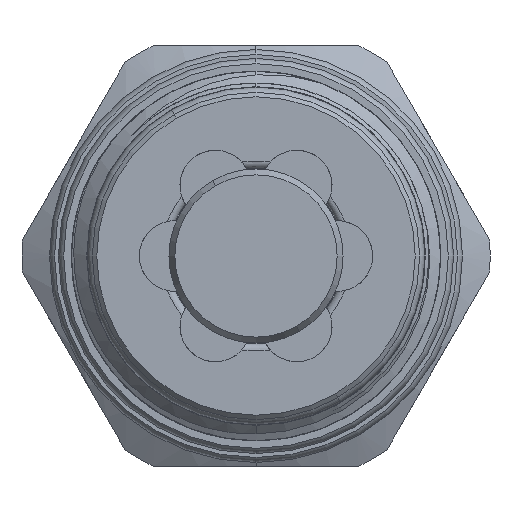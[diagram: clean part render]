
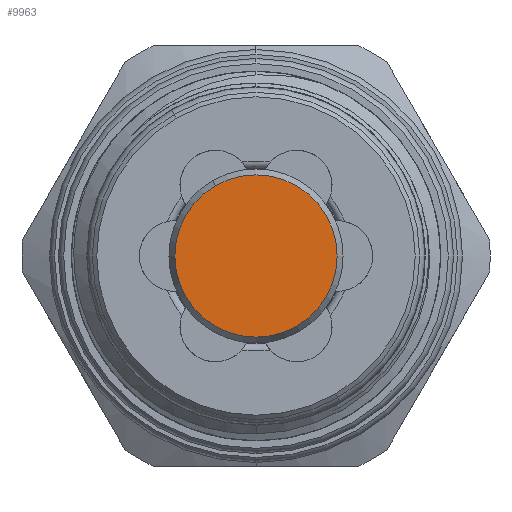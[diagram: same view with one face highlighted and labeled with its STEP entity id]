
A CAD part, left-side view. The second image highlights one B-rep face of the part: STEP entity #9963.
In plain terms, the highlighted planar face has unit normal (-1, 0, 0).
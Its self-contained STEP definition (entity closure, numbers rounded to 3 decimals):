
#125 = DIRECTION ( 'NONE',  ( -1., 0., 0. ) ) ;
#520 = EDGE_CURVE ( 'NONE', #11539, #6715, #11398, .T. ) ;
#902 = FACE_OUTER_BOUND ( 'NONE', #5274, .T. ) ;
#1538 = AXIS2_PLACEMENT_3D ( 'NONE', #10442, #125, #5864 ) ;
#3309 = DIRECTION ( 'NONE',  ( 0., 0.5, 0.866 ) ) ;
#3411 = DIRECTION ( 'NONE',  ( -1., 0., 0. ) ) ;
#3579 = CIRCLE ( 'NONE', #9654, 5.511 ) ;
#3966 = CARTESIAN_POINT ( 'NONE',  ( -85.65, -2.755, -4.773 ) ) ;
#4380 = DIRECTION ( 'NONE',  ( 0., 0.5, 0.866 ) ) ;
#5274 = EDGE_LOOP ( 'NONE', ( #8610, #10956 ) ) ;
#5774 = PLANE ( 'NONE',  #1538 ) ;
#5864 = DIRECTION ( 'NONE',  ( 0., 0., 1. ) ) ;
#6715 = VERTEX_POINT ( 'NONE', #3966 ) ;
#7133 = CARTESIAN_POINT ( 'NONE',  ( -85.65, 0., 0. ) ) ;
#7238 = CARTESIAN_POINT ( 'NONE',  ( -85.65, 0., 0. ) ) ;
#7642 = CARTESIAN_POINT ( 'NONE',  ( -85.65, 2.755, 4.773 ) ) ;
#8610 = ORIENTED_EDGE ( 'NONE', *, *, #11311, .T. ) ;
#9052 = DIRECTION ( 'NONE',  ( -1., 0., 0. ) ) ;
#9654 = AXIS2_PLACEMENT_3D ( 'NONE', #7133, #9052, #3309 ) ;
#9856 = AXIS2_PLACEMENT_3D ( 'NONE', #7238, #3411, #4380 ) ;
#9963 = ADVANCED_FACE ( 'NONE', ( #902 ), #5774, .T. ) ;
#10442 = CARTESIAN_POINT ( 'NONE',  ( -85.65, 0., 0. ) ) ;
#10956 = ORIENTED_EDGE ( 'NONE', *, *, #520, .T. ) ;
#11311 = EDGE_CURVE ( 'NONE', #6715, #11539, #3579, .T. ) ;
#11398 = CIRCLE ( 'NONE', #9856, 5.511 ) ;
#11539 = VERTEX_POINT ( 'NONE', #7642 ) ;
